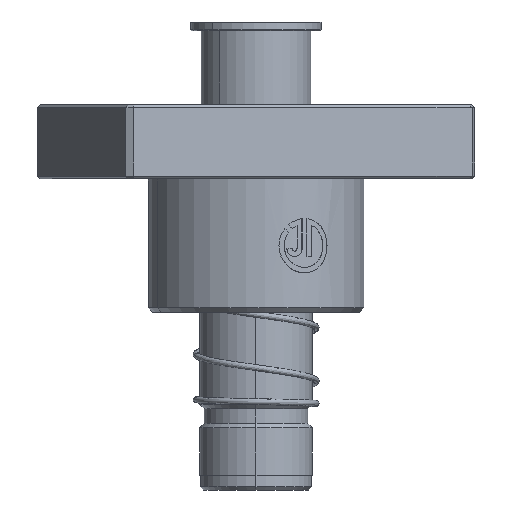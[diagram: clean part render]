
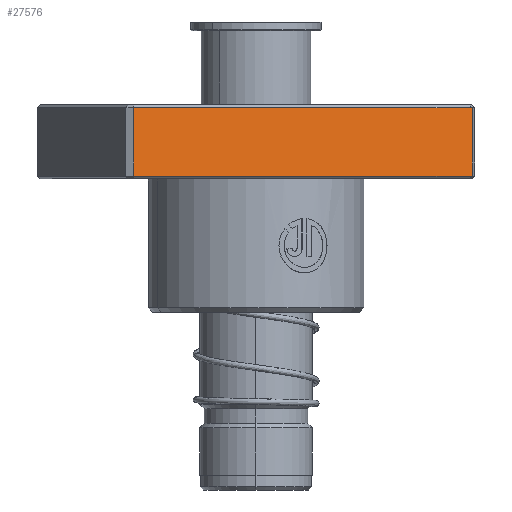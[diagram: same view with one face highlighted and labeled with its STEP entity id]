
A CAD part, left-side view. The second image highlights one B-rep face of the part: STEP entity #27576.
In plain terms, the highlighted face is planar.
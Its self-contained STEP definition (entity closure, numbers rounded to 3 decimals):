
#204 = DIRECTION ( 'NONE',  ( 0., 0., -1. ) ) ;
#258 = DIRECTION ( 'NONE',  ( 1., 0., 0. ) ) ;
#319 = CARTESIAN_POINT ( 'NONE',  ( 63., 37.5, 25. ) ) ;
#624 = FACE_OUTER_BOUND ( 'NONE', #30704, .T. ) ;
#1186 = EDGE_CURVE ( 'NONE', #29866, #25864, #7662, .T. ) ;
#2847 = VECTOR ( 'NONE', #17136, 1000. ) ;
#5384 = CARTESIAN_POINT ( 'NONE',  ( 63., 37.5, 24. ) ) ;
#5668 = EDGE_CURVE ( 'NONE', #14228, #7779, #7508, .T. ) ;
#7508 = LINE ( 'NONE', #319, #21754 ) ;
#7662 = LINE ( 'NONE', #24424, #16466 ) ;
#7779 = VERTEX_POINT ( 'NONE', #17603 ) ;
#8478 = CARTESIAN_POINT ( 'NONE',  ( -63., 37.5, 25. ) ) ;
#9945 = LINE ( 'NONE', #11530, #2847 ) ;
#11203 = DIRECTION ( 'NONE',  ( 0., 0., -1. ) ) ;
#11530 = CARTESIAN_POINT ( 'NONE',  ( -63., 37.5, 1. ) ) ;
#14228 = VERTEX_POINT ( 'NONE', #26483 ) ;
#16223 = DIRECTION ( 'NONE',  ( 0., -1., 0. ) ) ;
#16466 = VECTOR ( 'NONE', #30421, 1000. ) ;
#17136 = DIRECTION ( 'NONE',  ( -1., 0., 0. ) ) ;
#17603 = CARTESIAN_POINT ( 'NONE',  ( 63., 37.5, 1. ) ) ;
#18374 = EDGE_CURVE ( 'NONE', #7779, #25864, #9945, .T. ) ;
#19021 = AXIS2_PLACEMENT_3D ( 'NONE', #8478, #16223, #11203 ) ;
#21754 = VECTOR ( 'NONE', #204, 1000. ) ;
#21880 = EDGE_CURVE ( 'NONE', #29866, #14228, #27818, .T. ) ;
#24424 = CARTESIAN_POINT ( 'NONE',  ( -63., 37.5, 25. ) ) ;
#25313 = VECTOR ( 'NONE', #258, 1000. ) ;
#25864 = VERTEX_POINT ( 'NONE', #32660 ) ;
#26483 = CARTESIAN_POINT ( 'NONE',  ( 63., 37.5, 24. ) ) ;
#26917 = PLANE ( 'NONE',  #19021 ) ;
#27176 = ORIENTED_EDGE ( 'NONE', *, *, #1186, .F. ) ;
#27576 = ADVANCED_FACE ( 'NONE', ( #624 ), #26917, .F. ) ;
#27818 = LINE ( 'NONE', #5384, #25313 ) ;
#28247 = ORIENTED_EDGE ( 'NONE', *, *, #21880, .T. ) ;
#28882 = CARTESIAN_POINT ( 'NONE',  ( -63., 37.5, 24. ) ) ;
#29866 = VERTEX_POINT ( 'NONE', #28882 ) ;
#30421 = DIRECTION ( 'NONE',  ( 0., 0., -1. ) ) ;
#30704 = EDGE_LOOP ( 'NONE', ( #33222, #33844, #27176, #28247 ) ) ;
#32660 = CARTESIAN_POINT ( 'NONE',  ( -63., 37.5, 1. ) ) ;
#33222 = ORIENTED_EDGE ( 'NONE', *, *, #5668, .T. ) ;
#33844 = ORIENTED_EDGE ( 'NONE', *, *, #18374, .T. ) ;
